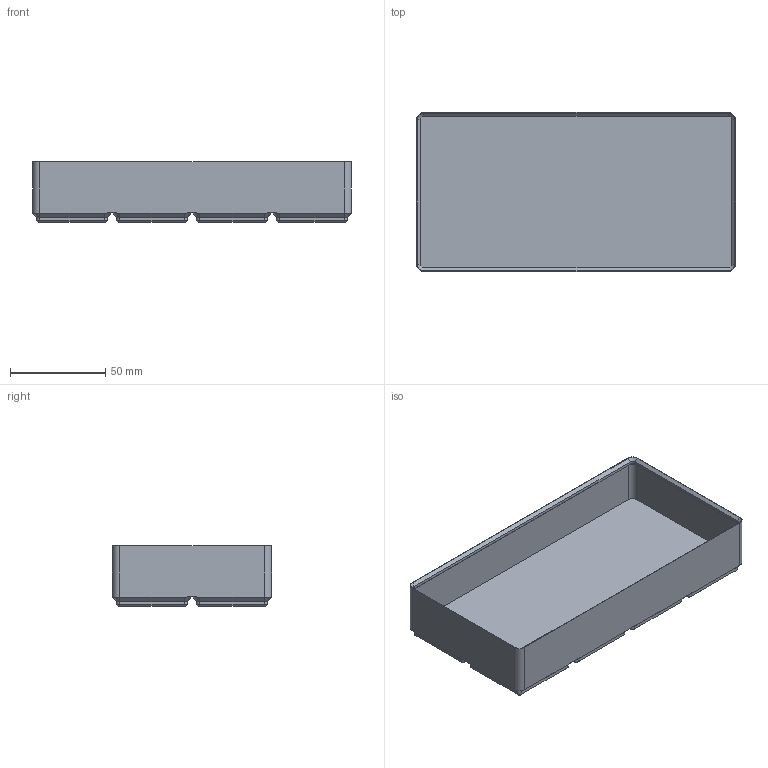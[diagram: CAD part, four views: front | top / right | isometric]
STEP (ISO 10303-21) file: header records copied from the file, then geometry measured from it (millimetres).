
FILE_DESCRIPTION(/* description */ (''),/* implementation_level */ '2;1');
FILE_NAME(/* name */ 'GF_LITE_Magnet_2x4x4.step',/* time_stamp */ '2023-01-03T21:19:26Z',/* author */ (''),/* organization */ (''),/* preprocessor_version */ 'ST-DEVELOPER v19.2',/* originating_system */ 'Autodesk Translation Framework v11.17.0.187',/* authorisation */ '');
FILE_SCHEMA (('AUTOMOTIVE_DESIGN { 1 0 10303 214 3 1 1 }'));
Length unit declared in the file: millimetre
Products named in the file (1): Block_Base
Bounding box: 167.5 x 83.5 x 32 mm (x, y, z)
Volume: 78007.3 mm3; surface area: 60683.5 mm2
Topology: 1 solids, 1 shells, 733 faces, 1734 edges, 1036 vertices
Faces by surface type: plane 553, cylinder 108, cone 72
Full cylindrical faces by diameter (mm): 3 x32, 6.5 x32
Entity records: 20669 total; most frequent: DIRECTION 3690, CARTESIAN_POINT 3536, ORIENTED_EDGE 3468, EDGE_CURVE 1734, AXIS2_PLACEMENT_3D 1238, LINE 1214, VECTOR 1214, VERTEX_POINT 1036
